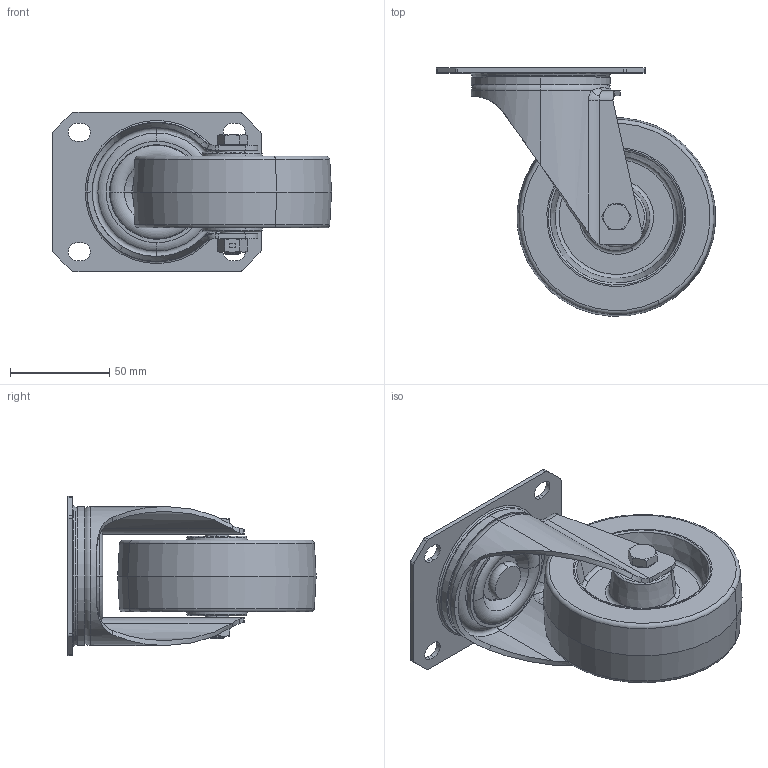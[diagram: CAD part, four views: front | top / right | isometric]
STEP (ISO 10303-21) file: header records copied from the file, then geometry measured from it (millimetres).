
FILE_DESCRIPTION (( 'STEP AP214' ), '1' );
FILE_NAME ('0055654.step', '2023-07-26T12:35:17', ( '' ), ( '' ), 'SwSTEP 2.0', 'SolidWorks 2020', '' );
FILE_SCHEMA (( 'AUTOMOTIVE_DESIGN' ));
Length unit declared in the file: millimetre
Products named in the file (1): 0055654
Bounding box: 140.4 x 124.9 x 80 mm (x, y, z)
Volume: 273343.3 mm3; surface area: 106039.8 mm2
Topology: 8 solids, 8 shells, 337 faces, 746 edges, 445 vertices
Faces by surface type: plane 92, torus 88, cylinder 79, cone 60, bspline 18
Entity records: 14706 total; most frequent: CARTESIAN_POINT 3376, DIRECTION 1679, ORIENTED_EDGE 1492, EDGE_CURVE 746, AXIS2_PLACEMENT_3D 720, VERTEX_POINT 445, CIRCLE 400, EDGE_LOOP 381
